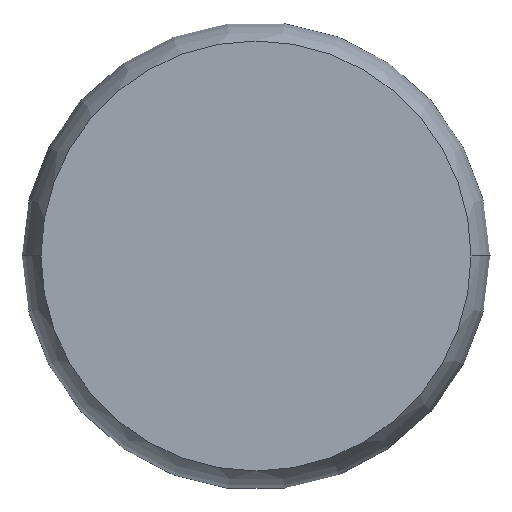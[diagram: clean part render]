
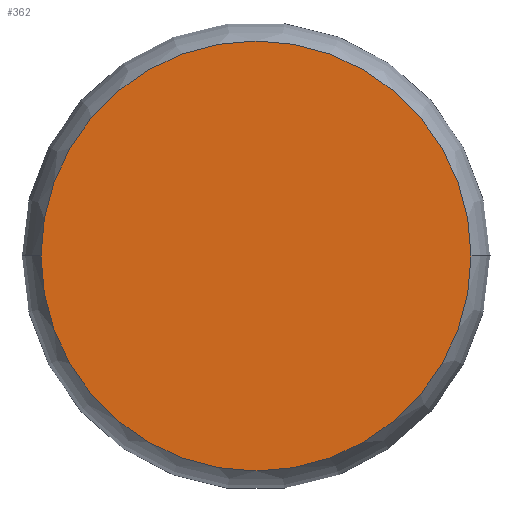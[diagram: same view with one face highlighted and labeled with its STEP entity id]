
A CAD part, left-side view. The second image highlights one B-rep face of the part: STEP entity #362.
In plain terms, the highlighted planar face has unit normal (-1, 0, 0).
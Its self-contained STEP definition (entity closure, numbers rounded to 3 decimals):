
#11 = ORIENTED_EDGE ( 'NONE', *, *, #337, .T. ) ;
#21 = CARTESIAN_POINT ( 'NONE',  ( -1.75, 0.8, 0. ) ) ;
#90 = DIRECTION ( 'NONE',  ( 0., -1., 0. ) ) ;
#95 = FACE_OUTER_BOUND ( 'NONE', #541, .T. ) ;
#97 = PLANE ( 'NONE',  #332 ) ;
#150 = DIRECTION ( 'NONE',  ( -1., 0., 0. ) ) ;
#192 = AXIS2_PLACEMENT_3D ( 'NONE', #757, #627, #280 ) ;
#208 = VERTEX_POINT ( 'NONE', #262 ) ;
#230 = CARTESIAN_POINT ( 'NONE',  ( -1.75, 1.534, 0. ) ) ;
#262 = CARTESIAN_POINT ( 'NONE',  ( -1.75, 0.066, 0. ) ) ;
#280 = DIRECTION ( 'NONE',  ( 0., -1., 0. ) ) ;
#301 = DIRECTION ( 'NONE',  ( -1., 0., 0. ) ) ;
#332 = AXIS2_PLACEMENT_3D ( 'NONE', #832, #301, #90 ) ;
#337 = EDGE_CURVE ( 'NONE', #208, #454, #633, .T. ) ;
#353 = EDGE_CURVE ( 'NONE', #454, #208, #710, .T. ) ;
#362 = ADVANCED_FACE ( 'NONE', ( #95 ), #97, .T. ) ;
#423 = ORIENTED_EDGE ( 'NONE', *, *, #353, .T. ) ;
#454 = VERTEX_POINT ( 'NONE', #230 ) ;
#534 = AXIS2_PLACEMENT_3D ( 'NONE', #21, #150, #746 ) ;
#541 = EDGE_LOOP ( 'NONE', ( #11, #423 ) ) ;
#627 = DIRECTION ( 'NONE',  ( -1., 0., 0. ) ) ;
#633 = CIRCLE ( 'NONE', #192, 0.734 ) ;
#710 = CIRCLE ( 'NONE', #534, 0.734 ) ;
#746 = DIRECTION ( 'NONE',  ( 0., -1., 0. ) ) ;
#757 = CARTESIAN_POINT ( 'NONE',  ( -1.75, 0.8, 0. ) ) ;
#832 = CARTESIAN_POINT ( 'NONE',  ( -1.75, 0.066, 0. ) ) ;
